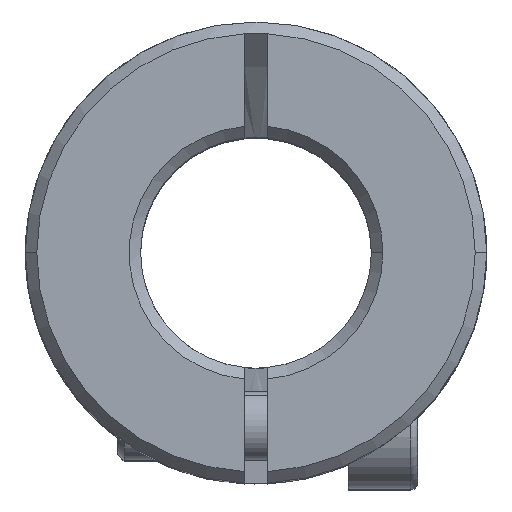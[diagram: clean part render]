
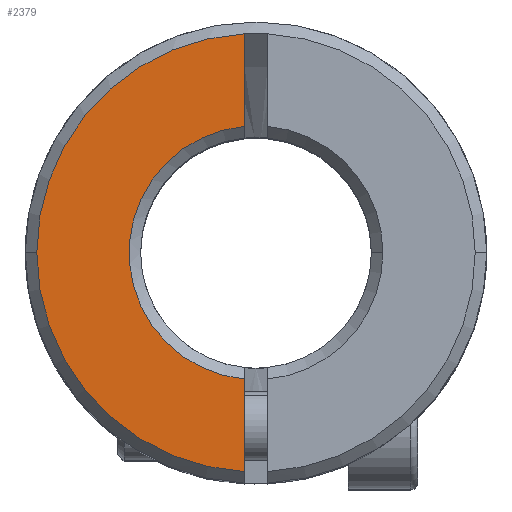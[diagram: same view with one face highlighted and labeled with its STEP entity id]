
A CAD part, top view. The second image highlights one B-rep face of the part: STEP entity #2379.
In plain terms, the highlighted planar face has unit normal (0, 0, 1).
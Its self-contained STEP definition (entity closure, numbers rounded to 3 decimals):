
#81 = EDGE_LOOP ( 'NONE', ( #228, #6469, #5114, #4158, #3354 ) ) ;
#142 = VERTEX_POINT ( 'NONE', #6133 ) ;
#194 = CIRCLE ( 'NONE', #5929, 9.5 ) ;
#200 = AXIS2_PLACEMENT_3D ( 'NONE', #1091, #2259, #1721 ) ;
#205 = CARTESIAN_POINT ( 'NONE',  ( -0.5, 9.487, 25. ) ) ;
#228 = ORIENTED_EDGE ( 'NONE', *, *, #5478, .F. ) ;
#688 = CARTESIAN_POINT ( 'NONE',  ( -0.5, -5.477, 25. ) ) ;
#795 = CIRCLE ( 'NONE', #7041, 5.5 ) ;
#1012 = CIRCLE ( 'NONE', #7662, 9.5 ) ;
#1091 = CARTESIAN_POINT ( 'NONE',  ( 0., 0., 25. ) ) ;
#1369 = DIRECTION ( 'NONE',  ( 0., 0., 1. ) ) ;
#1566 = VERTEX_POINT ( 'NONE', #205 ) ;
#1660 = EDGE_CURVE ( 'NONE', #1759, #142, #1012, .T. ) ;
#1694 = DIRECTION ( 'NONE',  ( 0., -1., 0. ) ) ;
#1721 = DIRECTION ( 'NONE',  ( 1., 0., 0. ) ) ;
#1759 = VERTEX_POINT ( 'NONE', #7607 ) ;
#2259 = DIRECTION ( 'NONE',  ( 0., 0., 1. ) ) ;
#2379 = ADVANCED_FACE ( 'NONE', ( #7994 ), #5422, .T. ) ;
#2524 = EDGE_CURVE ( 'NONE', #1566, #1759, #194, .T. ) ;
#2578 = DIRECTION ( 'NONE',  ( 1., 0., 0. ) ) ;
#2853 = LINE ( 'NONE', #4849, #8137 ) ;
#3042 = DIRECTION ( 'NONE',  ( 0., 0., -1. ) ) ;
#3354 = ORIENTED_EDGE ( 'NONE', *, *, #4109, .T. ) ;
#4109 = EDGE_CURVE ( 'NONE', #8063, #7883, #795, .T. ) ;
#4158 = ORIENTED_EDGE ( 'NONE', *, *, #6334, .F. ) ;
#4660 = DIRECTION ( 'NONE',  ( 1., 0., 0. ) ) ;
#4697 = CARTESIAN_POINT ( 'NONE',  ( -0.5, 5.477, 25. ) ) ;
#4849 = CARTESIAN_POINT ( 'NONE',  ( -0.5, 9.5, 25. ) ) ;
#5114 = ORIENTED_EDGE ( 'NONE', *, *, #1660, .T. ) ;
#5422 = PLANE ( 'NONE',  #200 ) ;
#5478 = EDGE_CURVE ( 'NONE', #1566, #7883, #8125, .T. ) ;
#5574 = CARTESIAN_POINT ( 'NONE',  ( 0., 0., 25. ) ) ;
#5743 = DIRECTION ( 'NONE',  ( 0., 0., 1. ) ) ;
#5880 = CARTESIAN_POINT ( 'NONE',  ( 0., 0., 25. ) ) ;
#5929 = AXIS2_PLACEMENT_3D ( 'NONE', #5880, #1369, #4660 ) ;
#6123 = VECTOR ( 'NONE', #6763, 1000. ) ;
#6133 = CARTESIAN_POINT ( 'NONE',  ( -0.5, -9.487, 25. ) ) ;
#6334 = EDGE_CURVE ( 'NONE', #8063, #142, #2853, .T. ) ;
#6469 = ORIENTED_EDGE ( 'NONE', *, *, #2524, .T. ) ;
#6763 = DIRECTION ( 'NONE',  ( 0., -1., 0. ) ) ;
#6890 = CARTESIAN_POINT ( 'NONE',  ( -0.5, 9.5, 25. ) ) ;
#7015 = DIRECTION ( 'NONE',  ( 1., 0., 0. ) ) ;
#7041 = AXIS2_PLACEMENT_3D ( 'NONE', #5574, #3042, #7015 ) ;
#7293 = CARTESIAN_POINT ( 'NONE',  ( 0., 0., 25. ) ) ;
#7607 = CARTESIAN_POINT ( 'NONE',  ( -9.5, 0., 25. ) ) ;
#7662 = AXIS2_PLACEMENT_3D ( 'NONE', #7293, #5743, #2578 ) ;
#7883 = VERTEX_POINT ( 'NONE', #4697 ) ;
#7994 = FACE_OUTER_BOUND ( 'NONE', #81, .T. ) ;
#8063 = VERTEX_POINT ( 'NONE', #688 ) ;
#8125 = LINE ( 'NONE', #6890, #6123 ) ;
#8137 = VECTOR ( 'NONE', #1694, 1000. ) ;
